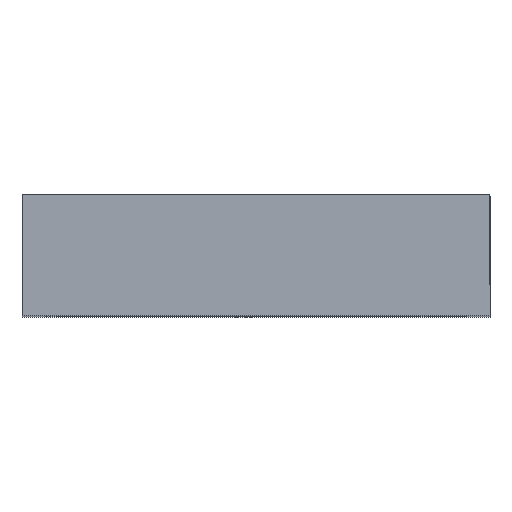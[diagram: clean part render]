
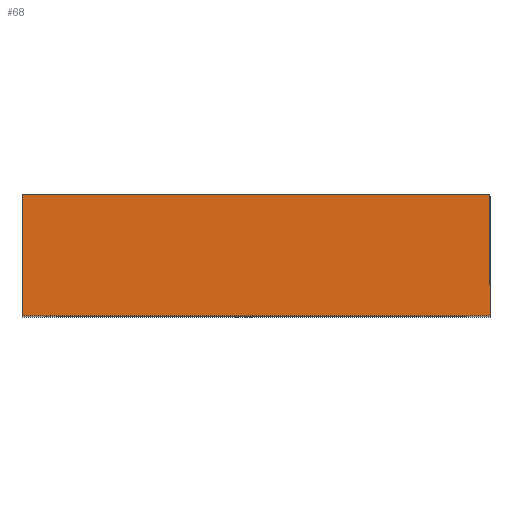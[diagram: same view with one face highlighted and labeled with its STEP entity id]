
A CAD part, top view. The second image highlights one B-rep face of the part: STEP entity #68.
In plain terms, the highlighted planar face has unit normal (0, 0, 1).
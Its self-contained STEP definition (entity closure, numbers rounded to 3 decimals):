
#52 = EDGE_CURVE ( 'NONE', #195, #822, #339, .T. ) ;
#68 = ADVANCED_FACE ( 'NONE', ( #1040 ), #694, .T. ) ;
#83 = DIRECTION ( 'NONE',  ( -1., 0., 0. ) ) ;
#84 = CARTESIAN_POINT ( 'NONE',  ( 12.3, -1., -21.712 ) ) ;
#193 = DIRECTION ( 'NONE',  ( 0., 1., 0. ) ) ;
#195 = VERTEX_POINT ( 'NONE', #84 ) ;
#205 = CARTESIAN_POINT ( 'NONE',  ( -21.7, -39., -21.712 ) ) ;
#255 = CARTESIAN_POINT ( 'NONE',  ( -21.7, -1., -21.712 ) ) ;
#280 = ORIENTED_EDGE ( 'NONE', *, *, #52, .T. ) ;
#308 = VECTOR ( 'NONE', #328, 1000. ) ;
#328 = DIRECTION ( 'NONE',  ( -1., 0., 0. ) ) ;
#339 = LINE ( 'NONE', #255, #308 ) ;
#363 = VECTOR ( 'NONE', #693, 1000. ) ;
#419 = VECTOR ( 'NONE', #83, 1000. ) ;
#427 = CARTESIAN_POINT ( 'NONE',  ( 12.3, -1., -21.712 ) ) ;
#445 = LINE ( 'NONE', #709, #419 ) ;
#489 = EDGE_LOOP ( 'NONE', ( #861, #635, #280, #706 ) ) ;
#497 = VERTEX_POINT ( 'NONE', #515 ) ;
#515 = CARTESIAN_POINT ( 'NONE',  ( 12.3, -9.8, -21.712 ) ) ;
#521 = DIRECTION ( 'NONE',  ( 0., 0., 1. ) ) ;
#551 = EDGE_CURVE ( 'NONE', #195, #497, #957, .T. ) ;
#574 = CARTESIAN_POINT ( 'NONE',  ( -21.7, -1., -21.712 ) ) ;
#635 = ORIENTED_EDGE ( 'NONE', *, *, #551, .F. ) ;
#664 = VERTEX_POINT ( 'NONE', #985 ) ;
#668 = EDGE_CURVE ( 'NONE', #497, #664, #445, .T. ) ;
#693 = DIRECTION ( 'NONE',  ( 0., -1., 0. ) ) ;
#694 = PLANE ( 'NONE',  #873 ) ;
#706 = ORIENTED_EDGE ( 'NONE', *, *, #725, .F. ) ;
#709 = CARTESIAN_POINT ( 'NONE',  ( -18.7, -9.8, -21.712 ) ) ;
#725 = EDGE_CURVE ( 'NONE', #664, #822, #837, .T. ) ;
#779 = CARTESIAN_POINT ( 'NONE',  ( -21.7, 15.652, -21.712 ) ) ;
#794 = DIRECTION ( 'NONE',  ( 1., 0., 0. ) ) ;
#822 = VERTEX_POINT ( 'NONE', #574 ) ;
#837 = LINE ( 'NONE', #205, #947 ) ;
#861 = ORIENTED_EDGE ( 'NONE', *, *, #668, .F. ) ;
#873 = AXIS2_PLACEMENT_3D ( 'NONE', #779, #521, #794 ) ;
#947 = VECTOR ( 'NONE', #193, 1000. ) ;
#957 = LINE ( 'NONE', #427, #363 ) ;
#985 = CARTESIAN_POINT ( 'NONE',  ( -21.7, -9.8, -21.712 ) ) ;
#1040 = FACE_OUTER_BOUND ( 'NONE', #489, .T. ) ;
